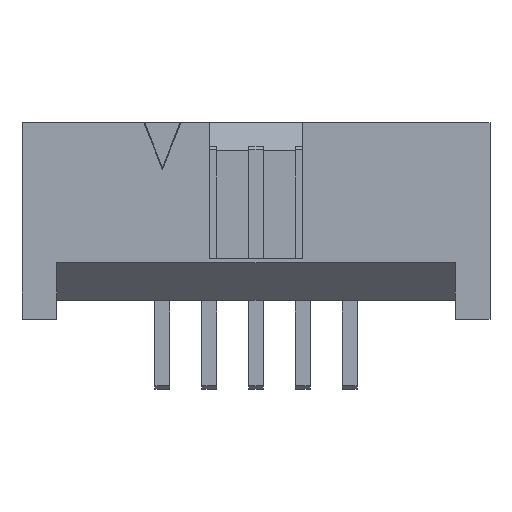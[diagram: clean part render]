
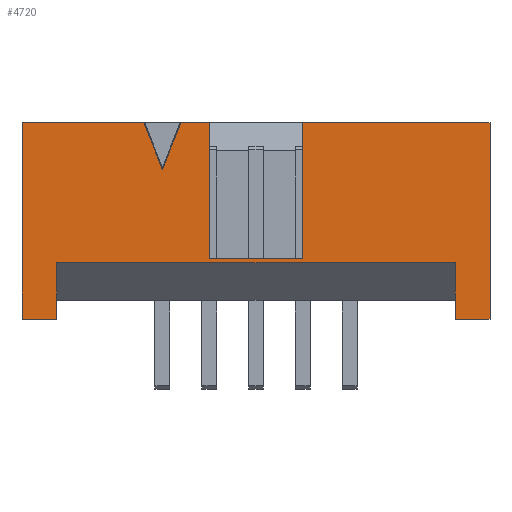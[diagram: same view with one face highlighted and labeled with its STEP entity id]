
A CAD part, top view. The second image highlights one B-rep face of the part: STEP entity #4720.
In plain terms, the highlighted planar face has unit normal (0, 0, 1).
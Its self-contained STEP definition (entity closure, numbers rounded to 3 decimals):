
#18 = LINE ( 'NONE', #174, #7453 ) ;
#100 = CARTESIAN_POINT ( 'NONE',  ( 6.35, 5.334, 2.54 ) ) ;
#109 = CARTESIAN_POINT ( 'NONE',  ( -2.54, 4.064, 2.54 ) ) ;
#118 = CARTESIAN_POINT ( 'NONE',  ( -2.54, 4.064, 2.54 ) ) ;
#126 = CARTESIAN_POINT ( 'NONE',  ( -2.709, 4.487, 2.54 ) ) ;
#133 = CARTESIAN_POINT ( 'NONE',  ( -2.879, 4.911, 2.54 ) ) ;
#139 = CARTESIAN_POINT ( 'NONE',  ( -3.048, 5.334, 2.54 ) ) ;
#174 = CARTESIAN_POINT ( 'NONE',  ( 0., 1.524, 2.54 ) ) ;
#184 = B_SPLINE_CURVE_WITH_KNOTS ( 'NONE', 3,
 ( #118, #126, #133, #139 ),
 .UNSPECIFIED., .F., .F.,
 ( 4, 4 ),
 ( -0.001, 0. ),
 .UNSPECIFIED. ) ;
#221 = DIRECTION ( 'NONE',  ( 1., 0., 0. ) ) ;
#462 = ORIENTED_EDGE ( 'NONE', *, *, #5835, .T. ) ;
#477 = CARTESIAN_POINT ( 'NONE',  ( 0., 0., 2.54 ) ) ;
#500 = DIRECTION ( 'NONE',  ( 1., 0., 0. ) ) ;
#519 = CARTESIAN_POINT ( 'NONE',  ( -6.35, 5.334, 2.54 ) ) ;
#573 = B_SPLINE_CURVE_WITH_KNOTS ( 'NONE', 3,
 ( #7034, #7028, #7050, #7058 ),
 .UNSPECIFIED., .F., .F.,
 ( 4, 4 ),
 ( -0.001, 0. ),
 .UNSPECIFIED. ) ;
#737 = ORIENTED_EDGE ( 'NONE', *, *, #6752, .T. ) ;
#809 = AXIS2_PLACEMENT_3D ( 'NONE', #3285, #3291, #3295 ) ;
#818 = ORIENTED_EDGE ( 'NONE', *, *, #5865, .T. ) ;
#960 = ORIENTED_EDGE ( 'NONE', *, *, #6611, .T. ) ;
#1037 = CARTESIAN_POINT ( 'NONE',  ( -1.27, 0., 2.54 ) ) ;
#1057 = DIRECTION ( 'NONE',  ( 0., 1., 0. ) ) ;
#1095 = VERTEX_POINT ( 'NONE', #4485 ) ;
#1163 = ORIENTED_EDGE ( 'NONE', *, *, #4302, .F. ) ;
#1290 = VERTEX_POINT ( 'NONE', #5353 ) ;
#1440 = CARTESIAN_POINT ( 'NONE',  ( 5.41, 0., 2.54 ) ) ;
#1459 = DIRECTION ( 'NONE',  ( -1., 0., 0. ) ) ;
#1634 = CARTESIAN_POINT ( 'NONE',  ( 5.41, 0., 2.54 ) ) ;
#1673 = ORIENTED_EDGE ( 'NONE', *, *, #6143, .F. ) ;
#1681 = DIRECTION ( 'NONE',  ( 0., 1., 0. ) ) ;
#1724 = CARTESIAN_POINT ( 'NONE',  ( -5.41, 0., 2.54 ) ) ;
#1753 = DIRECTION ( 'NONE',  ( 0., -1., 0. ) ) ;
#1798 = VERTEX_POINT ( 'NONE', #4985 ) ;
#1835 = CARTESIAN_POINT ( 'NONE',  ( 1.27, 5.334, 2.54 ) ) ;
#1881 = CARTESIAN_POINT ( 'NONE',  ( -1.27, 5.334, 2.54 ) ) ;
#2067 = CARTESIAN_POINT ( 'NONE',  ( 6.35, 0., 2.54 ) ) ;
#2086 = DIRECTION ( 'NONE',  ( 0., 1., 0. ) ) ;
#2398 = ORIENTED_EDGE ( 'NONE', *, *, #6032, .T. ) ;
#2572 = ORIENTED_EDGE ( 'NONE', *, *, #5317, .T. ) ;
#2653 = VERTEX_POINT ( 'NONE', #109 ) ;
#2663 = CARTESIAN_POINT ( 'NONE',  ( -5.41, 0., 2.54 ) ) ;
#2667 = VERTEX_POINT ( 'NONE', #3535 ) ;
#3010 = CARTESIAN_POINT ( 'NONE',  ( 1.27, 0., 2.54 ) ) ;
#3019 = DIRECTION ( 'NONE',  ( 0., -1., 0. ) ) ;
#3053 = VECTOR ( 'NONE', #5040, 1000. ) ;
#3069 = LINE ( 'NONE', #5026, #3053 ) ;
#3133 = ORIENTED_EDGE ( 'NONE', *, *, #6927, .F. ) ;
#3236 = PLANE ( 'NONE',  #809 ) ;
#3285 = CARTESIAN_POINT ( 'NONE',  ( -6.35, 0., 2.54 ) ) ;
#3291 = DIRECTION ( 'NONE',  ( 0., 0., 1. ) ) ;
#3295 = DIRECTION ( 'NONE',  ( 1., 0., 0. ) ) ;
#3386 = CARTESIAN_POINT ( 'NONE',  ( 0., 5.334, 2.54 ) ) ;
#3405 = DIRECTION ( 'NONE',  ( -1., 0., 0. ) ) ;
#3535 = CARTESIAN_POINT ( 'NONE',  ( 5.41, 0., 2.54 ) ) ;
#3681 = VECTOR ( 'NONE', #4250, 1000. ) ;
#3710 = LINE ( 'NONE', #4198, #3741 ) ;
#3732 = LINE ( 'NONE', #4237, #3681 ) ;
#3741 = VECTOR ( 'NONE', #4147, 1000. ) ;
#3798 = VERTEX_POINT ( 'NONE', #100 ) ;
#3887 = VECTOR ( 'NONE', #6513, 1000. ) ;
#4073 = VERTEX_POINT ( 'NONE', #519 ) ;
#4147 = DIRECTION ( 'NONE',  ( -1., 0., 0. ) ) ;
#4166 = ORIENTED_EDGE ( 'NONE', *, *, #6750, .T. ) ;
#4198 = CARTESIAN_POINT ( 'NONE',  ( 0., 5.334, 2.54 ) ) ;
#4237 = CARTESIAN_POINT ( 'NONE',  ( 0., 1.651, 2.54 ) ) ;
#4250 = DIRECTION ( 'NONE',  ( -1., 0., 0. ) ) ;
#4263 = EDGE_LOOP ( 'NONE', ( #2572, #5273, #462, #960, #3133, #7214, #7159, #818, #1673, #1163, #6128, #4166, #6469, #737, #2398 ) ) ;
#4302 = EDGE_CURVE ( 'NONE', #1095, #2667, #4307, .T. ) ;
#4307 = LINE ( 'NONE', #1440, #7295 ) ;
#4372 = EDGE_CURVE ( 'NONE', #5131, #6452, #6265, .T. ) ;
#4398 = VECTOR ( 'NONE', #1753, 1000. ) ;
#4426 = VERTEX_POINT ( 'NONE', #1881 ) ;
#4468 = CARTESIAN_POINT ( 'NONE',  ( -1.27, 1.651, 2.54 ) ) ;
#4485 = CARTESIAN_POINT ( 'NONE',  ( 6.35, 0., 2.54 ) ) ;
#4623 = VECTOR ( 'NONE', #3405, 1000. ) ;
#4669 = LINE ( 'NONE', #3386, #4623 ) ;
#4720 = ADVANCED_FACE ( 'NONE', ( #7282 ), #3236, .T. ) ;
#4949 = VECTOR ( 'NONE', #3019, 1000. ) ;
#4955 = CARTESIAN_POINT ( 'NONE',  ( 1.27, 1.651, 2.54 ) ) ;
#4956 = LINE ( 'NONE', #3010, #4949 ) ;
#4985 = CARTESIAN_POINT ( 'NONE',  ( 5.41, 1.524, 2.54 ) ) ;
#5026 = CARTESIAN_POINT ( 'NONE',  ( -6.35, 0., 2.54 ) ) ;
#5040 = DIRECTION ( 'NONE',  ( 0., 1., 0. ) ) ;
#5131 = VERTEX_POINT ( 'NONE', #5383 ) ;
#5273 = ORIENTED_EDGE ( 'NONE', *, *, #5424, .T. ) ;
#5317 = EDGE_CURVE ( 'NONE', #4426, #6993, #7343, .T. ) ;
#5333 = VERTEX_POINT ( 'NONE', #6572 ) ;
#5353 = CARTESIAN_POINT ( 'NONE',  ( -6.35, 0., 2.54 ) ) ;
#5383 = CARTESIAN_POINT ( 'NONE',  ( -5.41, 1.524, 2.54 ) ) ;
#5424 = EDGE_CURVE ( 'NONE', #6993, #2653, #573, .T. ) ;
#5540 = CARTESIAN_POINT ( 'NONE',  ( -2.032, 5.334, 2.54 ) ) ;
#5665 = VERTEX_POINT ( 'NONE', #4955 ) ;
#5835 = EDGE_CURVE ( 'NONE', #2653, #5333, #184, .T. ) ;
#5865 = EDGE_CURVE ( 'NONE', #5131, #1798, #18, .T. ) ;
#5906 = EDGE_CURVE ( 'NONE', #1290, #6452, #7287, .T. ) ;
#5942 = VECTOR ( 'NONE', #2086, 1000. ) ;
#5967 = LINE ( 'NONE', #2067, #5942 ) ;
#6032 = EDGE_CURVE ( 'NONE', #6799, #4426, #6898, .T. ) ;
#6128 = ORIENTED_EDGE ( 'NONE', *, *, #6256, .T. ) ;
#6143 = EDGE_CURVE ( 'NONE', #2667, #1798, #6219, .T. ) ;
#6188 = VECTOR ( 'NONE', #1681, 1000. ) ;
#6219 = LINE ( 'NONE', #1634, #6188 ) ;
#6222 = VERTEX_POINT ( 'NONE', #1835 ) ;
#6256 = EDGE_CURVE ( 'NONE', #1095, #3798, #5967, .T. ) ;
#6265 = LINE ( 'NONE', #1724, #4398 ) ;
#6430 = CARTESIAN_POINT ( 'NONE',  ( 0., 5.334, 2.54 ) ) ;
#6452 = VERTEX_POINT ( 'NONE', #2663 ) ;
#6469 = ORIENTED_EDGE ( 'NONE', *, *, #6499, .T. ) ;
#6499 = EDGE_CURVE ( 'NONE', #6222, #5665, #4956, .T. ) ;
#6513 = DIRECTION ( 'NONE',  ( -1., 0., 0. ) ) ;
#6572 = CARTESIAN_POINT ( 'NONE',  ( -3.048, 5.334, 2.54 ) ) ;
#6611 = EDGE_CURVE ( 'NONE', #5333, #4073, #4669, .T. ) ;
#6750 = EDGE_CURVE ( 'NONE', #3798, #6222, #3710, .T. ) ;
#6752 = EDGE_CURVE ( 'NONE', #5665, #6799, #3732, .T. ) ;
#6799 = VERTEX_POINT ( 'NONE', #4468 ) ;
#6867 = VECTOR ( 'NONE', #1057, 1000. ) ;
#6898 = LINE ( 'NONE', #1037, #6867 ) ;
#6927 = EDGE_CURVE ( 'NONE', #1290, #4073, #3069, .T. ) ;
#6993 = VERTEX_POINT ( 'NONE', #5540 ) ;
#7028 = CARTESIAN_POINT ( 'NONE',  ( -2.201, 4.911, 2.54 ) ) ;
#7034 = CARTESIAN_POINT ( 'NONE',  ( -2.032, 5.334, 2.54 ) ) ;
#7050 = CARTESIAN_POINT ( 'NONE',  ( -2.371, 4.487, 2.54 ) ) ;
#7058 = CARTESIAN_POINT ( 'NONE',  ( -2.54, 4.064, 2.54 ) ) ;
#7159 = ORIENTED_EDGE ( 'NONE', *, *, #4372, .F. ) ;
#7214 = ORIENTED_EDGE ( 'NONE', *, *, #5906, .T. ) ;
#7271 = VECTOR ( 'NONE', #500, 1000. ) ;
#7282 = FACE_OUTER_BOUND ( 'NONE', #4263, .T. ) ;
#7287 = LINE ( 'NONE', #477, #7271 ) ;
#7295 = VECTOR ( 'NONE', #1459, 1000. ) ;
#7343 = LINE ( 'NONE', #6430, #3887 ) ;
#7453 = VECTOR ( 'NONE', #221, 1000. ) ;
